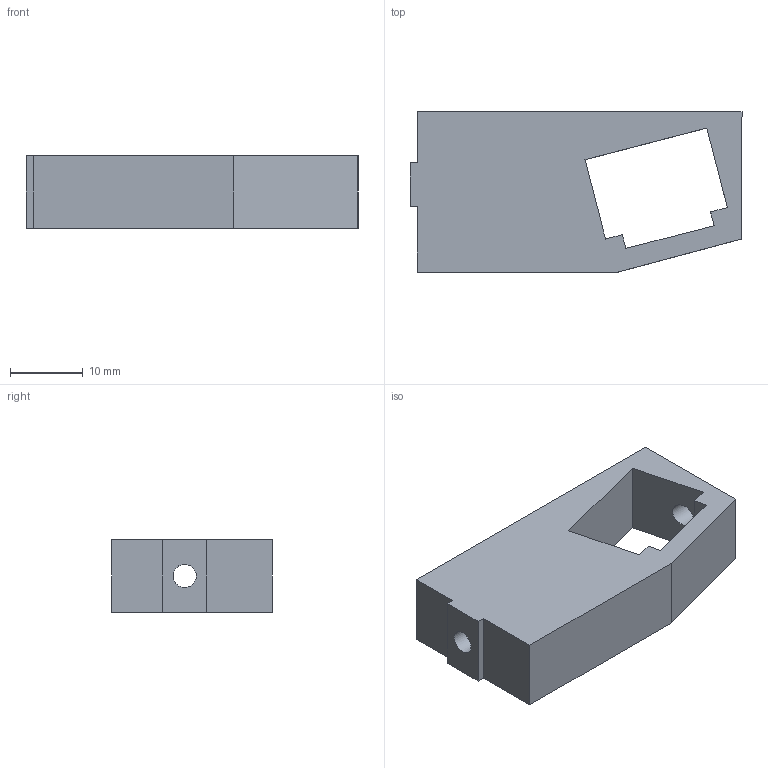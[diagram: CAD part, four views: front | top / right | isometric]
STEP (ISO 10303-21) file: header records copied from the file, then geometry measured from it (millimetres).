
FILE_DESCRIPTION(/* description */ (''),/* implementation_level */ '2;1');
FILE_NAME(/* name */ 'LED 2020 Mount.step',/* time_stamp */ '2020-09-16T17:46:05-07:00',/* author */ (''),/* organization */ (''),/* preprocessor_version */ 'ST-DEVELOPER v18.1',/* originating_system */ 'Autodesk Translation Framework v9.3.0.1241',/* authorisation */ '');
FILE_SCHEMA (('AUTOMOTIVE_DESIGN { 1 0 10303 214 3 1 1 }'));
Length unit declared in the file: millimetre
Products named in the file (1): LED 2020 Mount
Bounding box: 45.5 x 22 x 10 mm (x, y, z)
Volume: 6633.7 mm3; surface area: 3803.7 mm2
Topology: 1 solids, 1 shells, 23 faces, 60 edges, 40 vertices
Faces by surface type: plane 20, cylinder 3
Full cylindrical faces by diameter (mm): 3.2 x2, 6 x1
Entity records: 745 total; most frequent: CARTESIAN_POINT 124, ORIENTED_EDGE 120, DIRECTION 114, EDGE_CURVE 60, LINE 54, VECTOR 54, VERTEX_POINT 40, EDGE_LOOP 30
